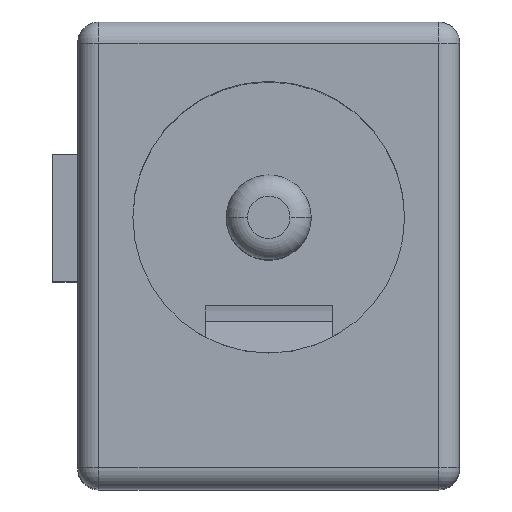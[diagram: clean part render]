
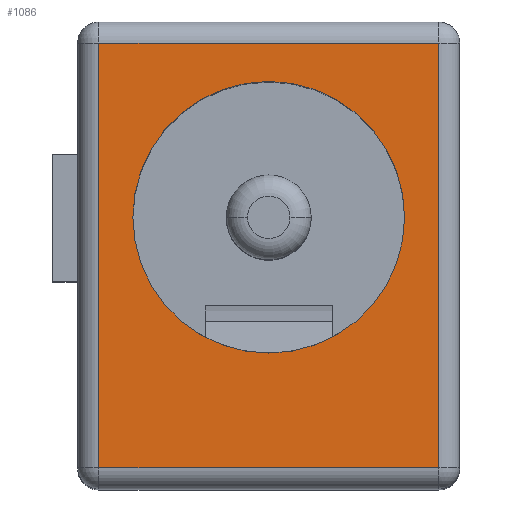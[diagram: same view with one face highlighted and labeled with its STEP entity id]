
A CAD part, top view. The second image highlights one B-rep face of the part: STEP entity #1086.
In plain terms, the highlighted planar face has unit normal (0, 0, 1).
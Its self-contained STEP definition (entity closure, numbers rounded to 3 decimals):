
#166 = CARTESIAN_POINT ( 'NONE',  ( -4.5, 10.5, 0. ) ) ;
#170 = VERTEX_POINT ( 'NONE', #1214 ) ;
#177 = FACE_BOUND ( 'NONE', #3597, .T. ) ;
#377 = ORIENTED_EDGE ( 'NONE', *, *, #1697, .T. ) ;
#384 = DIRECTION ( 'NONE',  ( 0., 0., 1. ) ) ;
#499 = VECTOR ( 'NONE', #3933, 1000. ) ;
#547 = CARTESIAN_POINT ( 'NONE',  ( 4., 11., 0. ) ) ;
#754 = AXIS2_PLACEMENT_3D ( 'NONE', #2106, #3849, #3546 ) ;
#766 = ORIENTED_EDGE ( 'NONE', *, *, #1944, .T. ) ;
#858 = EDGE_LOOP ( 'NONE', ( #766, #377, #1462, #1675 ) ) ;
#995 = VERTEX_POINT ( 'NONE', #2636 ) ;
#1032 = CARTESIAN_POINT ( 'NONE',  ( -4.5, 11., 0. ) ) ;
#1086 = ADVANCED_FACE ( 'NONE', ( #3216, #177 ), #1403, .F. ) ;
#1087 = LINE ( 'NONE', #166, #3904 ) ;
#1146 = CARTESIAN_POINT ( 'NONE',  ( -4., 0., 0. ) ) ;
#1214 = CARTESIAN_POINT ( 'NONE',  ( 3.2, 6.4, 0. ) ) ;
#1403 = PLANE ( 'NONE',  #1497 ) ;
#1462 = ORIENTED_EDGE ( 'NONE', *, *, #3451, .T. ) ;
#1477 = EDGE_CURVE ( 'NONE', #170, #1535, #3897, .T. ) ;
#1497 = AXIS2_PLACEMENT_3D ( 'NONE', #1032, #2458, #3666 ) ;
#1535 = VERTEX_POINT ( 'NONE', #3489 ) ;
#1540 = AXIS2_PLACEMENT_3D ( 'NONE', #2853, #384, #3511 ) ;
#1675 = ORIENTED_EDGE ( 'NONE', *, *, #1872, .T. ) ;
#1697 = EDGE_CURVE ( 'NONE', #995, #2465, #3288, .T. ) ;
#1719 = VECTOR ( 'NONE', #3041, 1000. ) ;
#1814 = CARTESIAN_POINT ( 'NONE',  ( 4.5, 0.5, 0. ) ) ;
#1872 = EDGE_CURVE ( 'NONE', #3926, #3418, #1087, .T. ) ;
#1944 = EDGE_CURVE ( 'NONE', #3418, #995, #3960, .T. ) ;
#2106 = CARTESIAN_POINT ( 'NONE',  ( 0., 6.4, 0. ) ) ;
#2334 = CIRCLE ( 'NONE', #754, 3.2 ) ;
#2375 = CARTESIAN_POINT ( 'NONE',  ( -4., 10.5, 0. ) ) ;
#2458 = DIRECTION ( 'NONE',  ( 0., 0., -1. ) ) ;
#2465 = VERTEX_POINT ( 'NONE', #2883 ) ;
#2636 = CARTESIAN_POINT ( 'NONE',  ( -4., 0.5, 0. ) ) ;
#2853 = CARTESIAN_POINT ( 'NONE',  ( 0., 6.4, 0. ) ) ;
#2867 = DIRECTION ( 'NONE',  ( -1., 0., 0. ) ) ;
#2883 = CARTESIAN_POINT ( 'NONE',  ( 4., 0.5, 0. ) ) ;
#3037 = ORIENTED_EDGE ( 'NONE', *, *, #1477, .F. ) ;
#3041 = DIRECTION ( 'NONE',  ( 1., 0., 0. ) ) ;
#3216 = FACE_OUTER_BOUND ( 'NONE', #858, .T. ) ;
#3234 = EDGE_CURVE ( 'NONE', #1535, #170, #2334, .T. ) ;
#3265 = DIRECTION ( 'NONE',  ( 0., -1., 0. ) ) ;
#3288 = LINE ( 'NONE', #1814, #1719 ) ;
#3295 = LINE ( 'NONE', #547, #499 ) ;
#3317 = VECTOR ( 'NONE', #3265, 1000. ) ;
#3418 = VERTEX_POINT ( 'NONE', #2375 ) ;
#3451 = EDGE_CURVE ( 'NONE', #2465, #3926, #3295, .T. ) ;
#3489 = CARTESIAN_POINT ( 'NONE',  ( -3.2, 6.4, 0. ) ) ;
#3511 = DIRECTION ( 'NONE',  ( 1., 0., 0. ) ) ;
#3546 = DIRECTION ( 'NONE',  ( 1., 0., 0. ) ) ;
#3597 = EDGE_LOOP ( 'NONE', ( #3037, #3785 ) ) ;
#3666 = DIRECTION ( 'NONE',  ( -1., 0., 0. ) ) ;
#3740 = CARTESIAN_POINT ( 'NONE',  ( 4., 10.5, 0. ) ) ;
#3785 = ORIENTED_EDGE ( 'NONE', *, *, #3234, .F. ) ;
#3849 = DIRECTION ( 'NONE',  ( 0., 0., 1. ) ) ;
#3897 = CIRCLE ( 'NONE', #1540, 3.2 ) ;
#3904 = VECTOR ( 'NONE', #2867, 1000. ) ;
#3926 = VERTEX_POINT ( 'NONE', #3740 ) ;
#3933 = DIRECTION ( 'NONE',  ( 0., 1., 0. ) ) ;
#3960 = LINE ( 'NONE', #1146, #3317 ) ;
